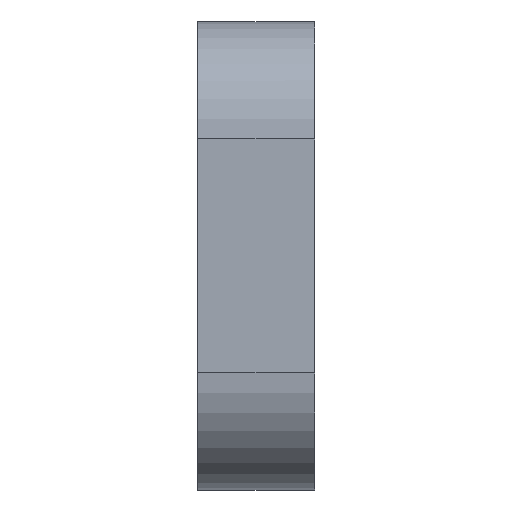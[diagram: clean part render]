
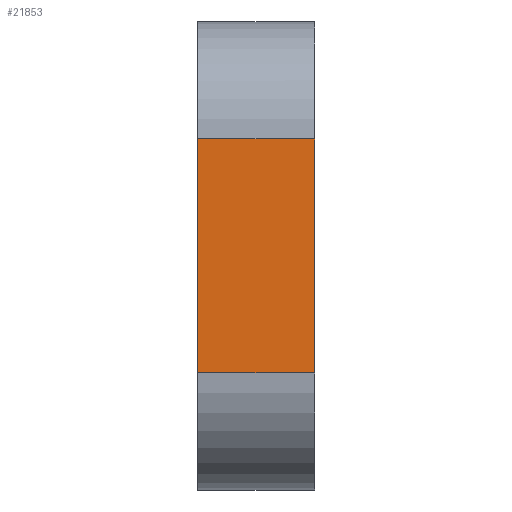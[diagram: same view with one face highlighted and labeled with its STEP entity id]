
A CAD part, left-side view. The second image highlights one B-rep face of the part: STEP entity #21853.
In plain terms, the highlighted planar face has unit normal (-1, 0, 0).
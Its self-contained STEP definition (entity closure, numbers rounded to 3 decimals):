
#524 = VECTOR ( 'NONE', #3480, 1000. ) ;
#1395 = CARTESIAN_POINT ( 'NONE',  ( -20., 4., 8. ) ) ;
#1831 = VERTEX_POINT ( 'NONE', #8404 ) ;
#2045 = LINE ( 'NONE', #21429, #22763 ) ;
#2080 = EDGE_CURVE ( 'NONE', #1831, #7982, #20639, .T. ) ;
#3480 = DIRECTION ( 'NONE',  ( 0., 0., 1. ) ) ;
#3573 = EDGE_CURVE ( 'NONE', #22091, #1831, #22716, .T. ) ;
#3889 = LINE ( 'NONE', #1395, #19180 ) ;
#4545 = EDGE_LOOP ( 'NONE', ( #13401, #9521, #5269, #11166 ) ) ;
#4704 = AXIS2_PLACEMENT_3D ( 'NONE', #9844, #17441, #15603 ) ;
#5269 = ORIENTED_EDGE ( 'NONE', *, *, #14522, .F. ) ;
#7392 = CARTESIAN_POINT ( 'NONE',  ( -20., 4., 4. ) ) ;
#7982 = VERTEX_POINT ( 'NONE', #13744 ) ;
#8404 = CARTESIAN_POINT ( 'NONE',  ( -20., 0., -4. ) ) ;
#9292 = CARTESIAN_POINT ( 'NONE',  ( -20., 0., 8. ) ) ;
#9521 = ORIENTED_EDGE ( 'NONE', *, *, #9576, .T. ) ;
#9576 = EDGE_CURVE ( 'NONE', #7982, #11426, #2045, .T. ) ;
#9844 = CARTESIAN_POINT ( 'NONE',  ( -20., 4., 8. ) ) ;
#11166 = ORIENTED_EDGE ( 'NONE', *, *, #3573, .T. ) ;
#11426 = VERTEX_POINT ( 'NONE', #7392 ) ;
#11990 = DIRECTION ( 'NONE',  ( 0., 1., 0. ) ) ;
#13401 = ORIENTED_EDGE ( 'NONE', *, *, #2080, .T. ) ;
#13744 = CARTESIAN_POINT ( 'NONE',  ( -20., 0., 4. ) ) ;
#14522 = EDGE_CURVE ( 'NONE', #22091, #11426, #3889, .T. ) ;
#15603 = DIRECTION ( 'NONE',  ( 0., 0., -1. ) ) ;
#16747 = DIRECTION ( 'NONE',  ( 0., 0., 1. ) ) ;
#17441 = DIRECTION ( 'NONE',  ( 1., 0., 0. ) ) ;
#19180 = VECTOR ( 'NONE', #16747, 1000. ) ;
#19258 = CARTESIAN_POINT ( 'NONE',  ( -20., 4., -4. ) ) ;
#19847 = CARTESIAN_POINT ( 'NONE',  ( -20., 4., -4. ) ) ;
#20639 = LINE ( 'NONE', #9292, #524 ) ;
#21429 = CARTESIAN_POINT ( 'NONE',  ( -20., 4., 4. ) ) ;
#21529 = PLANE ( 'NONE',  #4704 ) ;
#21853 = ADVANCED_FACE ( 'NONE', ( #22954 ), #21529, .F. ) ;
#22091 = VERTEX_POINT ( 'NONE', #19847 ) ;
#22716 = LINE ( 'NONE', #19258, #24516 ) ;
#22763 = VECTOR ( 'NONE', #11990, 1000. ) ;
#22954 = FACE_OUTER_BOUND ( 'NONE', #4545, .T. ) ;
#24516 = VECTOR ( 'NONE', #24626, 1000. ) ;
#24626 = DIRECTION ( 'NONE',  ( 0., -1., 0. ) ) ;
